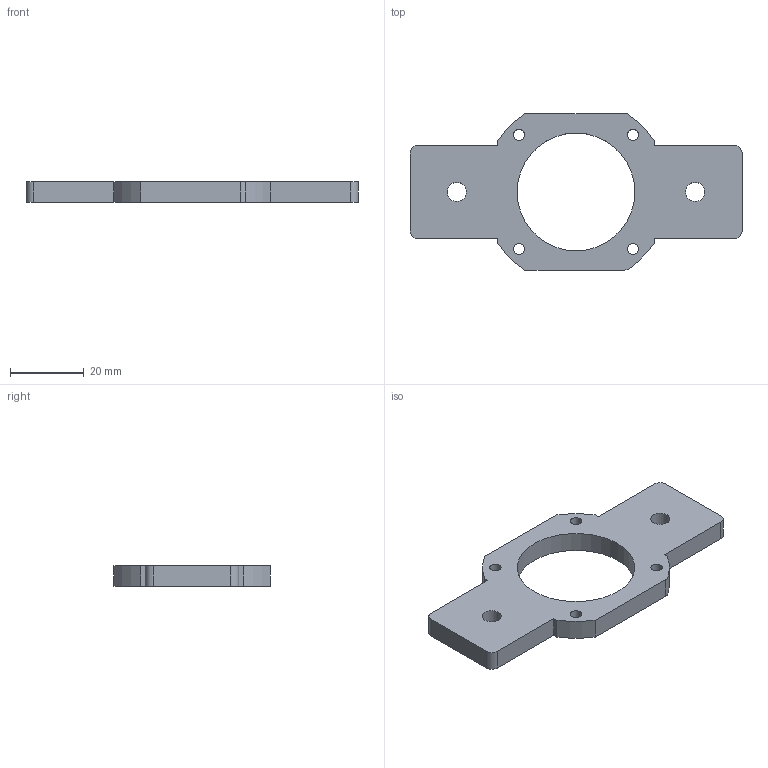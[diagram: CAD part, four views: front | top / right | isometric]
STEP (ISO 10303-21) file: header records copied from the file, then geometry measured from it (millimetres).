
FILE_DESCRIPTION(/* description */ (''),/* implementation_level */ '2;1');
FILE_NAME(/* name */ 'Z Plate.stp',/* time_stamp */ '2018-01-29T18:52:45-08:00',/* author */ ('jdtag'),/* organization */ (''),/* preprocessor_version */ 'ST-DEVELOPER v16.13',/* originating_system */ 'Autodesk Inventor 2018',/* authorisation */ '');
FILE_SCHEMA (('AUTOMOTIVE_DESIGN { 1 0 10303 214 3 1 1 }'));
Length unit declared in the file: inch
Products named in the file (1): Z Plate
Bounding box: 90.2 x 42.42 x 5.6 mm (x, y, z)
Volume: 11421.3 mm3; surface area: 6414.1 mm2
Topology: 1 solids, 1 shells, 30 faces, 84 edges, 56 vertices
Faces by surface type: cylinder 16, plane 14
Full cylindrical faces by diameter (mm): 3.108 x4, 5.2 x2, 32 x1
Entity records: 1014 total; most frequent: DIRECTION 171, CARTESIAN_POINT 164, ORIENTED_EDGE 154, EDGE_CURVE 77, AXIS2_PLACEMENT_3D 63, VERTEX_POINT 56, EDGE_LOOP 51, LINE 45
